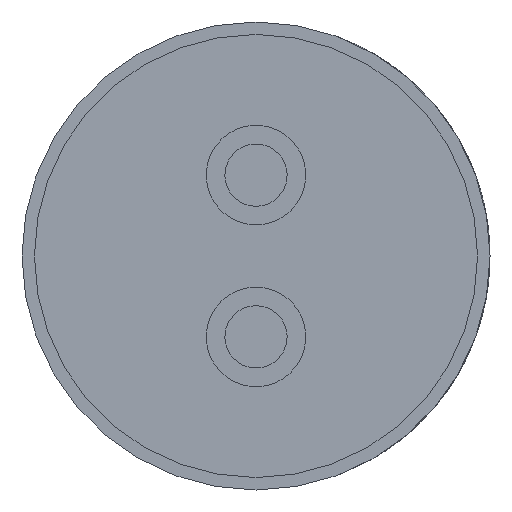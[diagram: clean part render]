
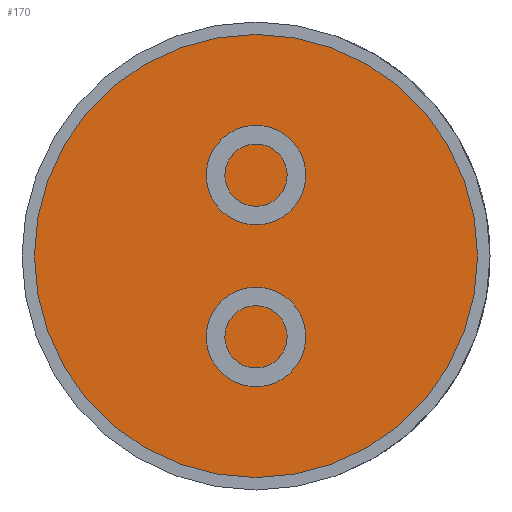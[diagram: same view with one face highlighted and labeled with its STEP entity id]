
A CAD part, front view. The second image highlights one B-rep face of the part: STEP entity #170.
In plain terms, the highlighted planar face has unit normal (0, -1, 0).
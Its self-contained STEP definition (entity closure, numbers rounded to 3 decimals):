
#170 = ADVANCED_FACE ( 'NONE', ( #835 ), #1845, .T. ) ;
#218 = DIRECTION ( 'NONE',  ( 0., 0., -1. ) ) ;
#247 = DIRECTION ( 'NONE',  ( 0., 0., -1. ) ) ;
#310 = CARTESIAN_POINT ( 'NONE',  ( 0., 3., 17.8 ) ) ;
#414 = DIRECTION ( 'NONE',  ( 0., -1., 0. ) ) ;
#454 = CARTESIAN_POINT ( 'NONE',  ( 0., 3., 0. ) ) ;
#816 = AXIS2_PLACEMENT_3D ( 'NONE', #454, #1459, #247 ) ;
#835 = FACE_OUTER_BOUND ( 'NONE', #1401, .T. ) ;
#872 = AXIS2_PLACEMENT_3D ( 'NONE', #1609, #414, #1809 ) ;
#1047 = ORIENTED_EDGE ( 'NONE', *, *, #1149, .T. ) ;
#1149 = EDGE_CURVE ( 'NONE', #2322, #1222, #1796, .T. ) ;
#1164 = AXIS2_PLACEMENT_3D ( 'NONE', #2028, #2455, #218 ) ;
#1183 = ORIENTED_EDGE ( 'NONE', *, *, #1598, .T. ) ;
#1222 = VERTEX_POINT ( 'NONE', #1870 ) ;
#1401 = EDGE_LOOP ( 'NONE', ( #1183, #1047 ) ) ;
#1459 = DIRECTION ( 'NONE',  ( 0., -1., 0. ) ) ;
#1598 = EDGE_CURVE ( 'NONE', #1222, #2322, #2126, .T. ) ;
#1609 = CARTESIAN_POINT ( 'NONE',  ( 0., 3., 0. ) ) ;
#1796 = CIRCLE ( 'NONE', #1164, 17.8 ) ;
#1809 = DIRECTION ( 'NONE',  ( 0., 0., -1. ) ) ;
#1845 = PLANE ( 'NONE',  #816 ) ;
#1870 = CARTESIAN_POINT ( 'NONE',  ( 0., 3., -17.8 ) ) ;
#2028 = CARTESIAN_POINT ( 'NONE',  ( 0., 3., 0. ) ) ;
#2126 = CIRCLE ( 'NONE', #872, 17.8 ) ;
#2322 = VERTEX_POINT ( 'NONE', #310 ) ;
#2455 = DIRECTION ( 'NONE',  ( 0., -1., 0. ) ) ;
